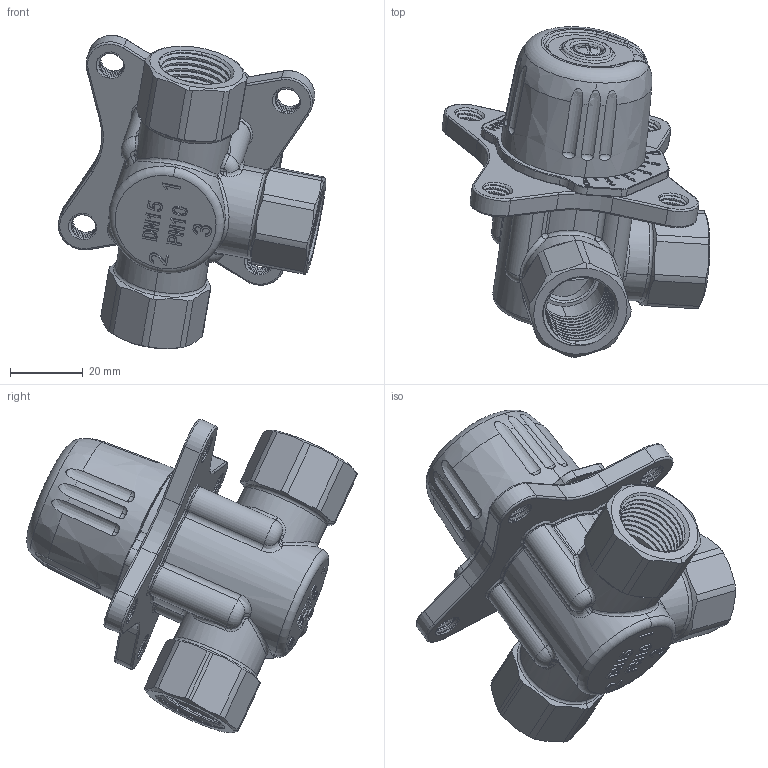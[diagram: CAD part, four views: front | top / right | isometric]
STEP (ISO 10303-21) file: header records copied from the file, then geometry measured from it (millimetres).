
FILE_DESCRIPTION (( 'STEP AP214' ), '1' );
FILE_NAME ('15.STEP', '2023-09-19T07:54:25', ( '' ), ( '' ), 'SwSTEP 2.0', 'SolidWorks 2018', '' );
FILE_SCHEMA (( 'AUTOMOTIVE_DESIGN' ));
Length unit declared in the file: millimetre
Products named in the file (1): 15
Bounding box: 73.66 x 90.93 x 86.24 mm (x, y, z)
Surface area: 34645.1 mm2 (no closed solid volume)
Topology: 0 solids, 53 shells, 1753 faces, 4526 edges, 2930 vertices
Faces by surface type: cylinder 543, bspline 542, plane 443, cone 111, torus 110, sphere 4
Entity records: 182006 total; most frequent: CARTESIAN_POINT 127115, ORIENTED_EDGE 9040, DIRECTION 5705, EDGE_CURVE 4524, VERTEX_POINT 2930, AXIS2_PLACEMENT_3D 2050, EDGE_LOOP 1842, ADVANCED_FACE 1753
